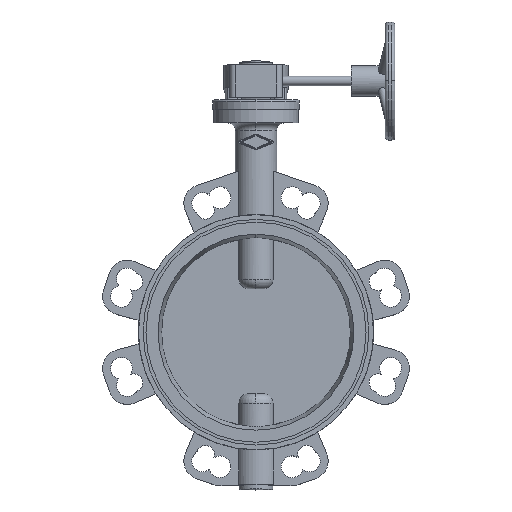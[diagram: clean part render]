
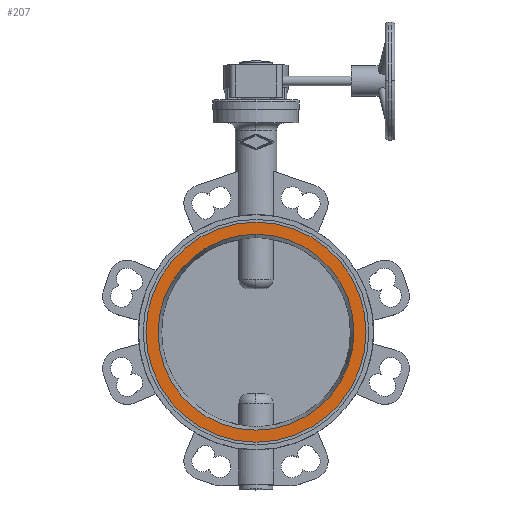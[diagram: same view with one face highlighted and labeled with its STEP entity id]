
A CAD part, top view. The second image highlights one B-rep face of the part: STEP entity #207.
In plain terms, the highlighted planar face has unit normal (0, 0, 1).
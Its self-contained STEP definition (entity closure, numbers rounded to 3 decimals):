
#207 = ADVANCED_FACE( '', ( #637, #638 ), #639, .T. );
#637 = FACE_BOUND( '', #1356, .T. );
#638 = FACE_OUTER_BOUND( '', #1357, .T. );
#639 = PLANE( '', #1358 );
#1356 = EDGE_LOOP( '', ( #2586, #2587 ) );
#1357 = EDGE_LOOP( '', ( #2588, #2589 ) );
#1358 = AXIS2_PLACEMENT_3D( '', #2590, #2591, #2592 );
#2586 = ORIENTED_EDGE( '', *, *, #5115, .F. );
#2587 = ORIENTED_EDGE( '', *, *, #4972, .F. );
#2588 = ORIENTED_EDGE( '', *, *, #5114, .T. );
#2589 = ORIENTED_EDGE( '', *, *, #4974, .T. );
#2590 = CARTESIAN_POINT( '', ( 0., 110.107, -1. ) );
#2591 = DIRECTION( '', ( 0., 0., 1. ) );
#2592 = DIRECTION( '', ( 0., 1., 0. ) );
#4972 = EDGE_CURVE( '', #6092, #6084, #6094, .T. );
#4974 = EDGE_CURVE( '', #6098, #6095, #6099, .T. );
#5114 = EDGE_CURVE( '', #6095, #6098, #6335, .T. );
#5115 = EDGE_CURVE( '', #6084, #6092, #6336, .T. );
#6084 = VERTEX_POINT( '', #7852 );
#6092 = VERTEX_POINT( '', #7895 );
#6094 = CIRCLE( '', #7898, 103.714 );
#6095 = VERTEX_POINT( '', #7899 );
#6098 = VERTEX_POINT( '', #7903 );
#6099 = CIRCLE( '', #7904, 116.5 );
#6335 = CIRCLE( '', #8815, 116.5 );
#6336 = CIRCLE( '', #8816, 103.714 );
#7852 = CARTESIAN_POINT( '', ( 0., 103.714, -1. ) );
#7895 = CARTESIAN_POINT( '', ( 0., -103.714, -1. ) );
#7898 = AXIS2_PLACEMENT_3D( '', #11495, #11496, #11497 );
#7899 = CARTESIAN_POINT( '', ( 0., 116.5, -1. ) );
#7903 = CARTESIAN_POINT( '', ( 0., -116.5, -1. ) );
#7904 = AXIS2_PLACEMENT_3D( '', #11499, #11500, #11501 );
#8815 = AXIS2_PLACEMENT_3D( '', #11707, #11708, #11709 );
#8816 = AXIS2_PLACEMENT_3D( '', #11710, #11711, #11712 );
#11495 = CARTESIAN_POINT( '', ( 0., 0., -1. ) );
#11496 = DIRECTION( '', ( 0., 0., 1. ) );
#11497 = DIRECTION( '', ( 0., 1., 0. ) );
#11499 = CARTESIAN_POINT( '', ( 0., 0., -1. ) );
#11500 = DIRECTION( '', ( 0., 0., 1. ) );
#11501 = DIRECTION( '', ( 0., 1., 0. ) );
#11707 = CARTESIAN_POINT( '', ( 0., 0., -1. ) );
#11708 = DIRECTION( '', ( 0., 0., 1. ) );
#11709 = DIRECTION( '', ( 0., 1., 0. ) );
#11710 = CARTESIAN_POINT( '', ( 0., 0., -1. ) );
#11711 = DIRECTION( '', ( 0., 0., 1. ) );
#11712 = DIRECTION( '', ( 0., 1., 0. ) );
